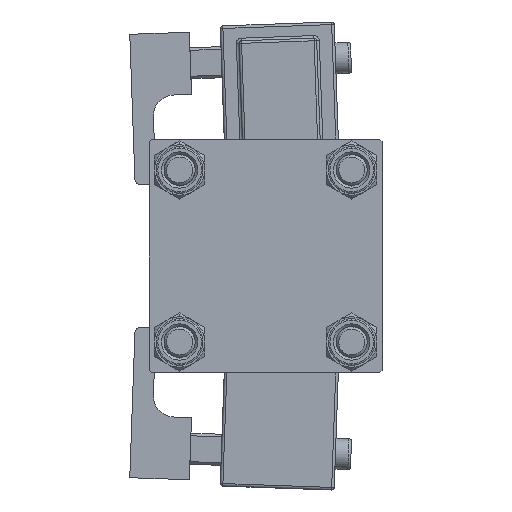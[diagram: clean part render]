
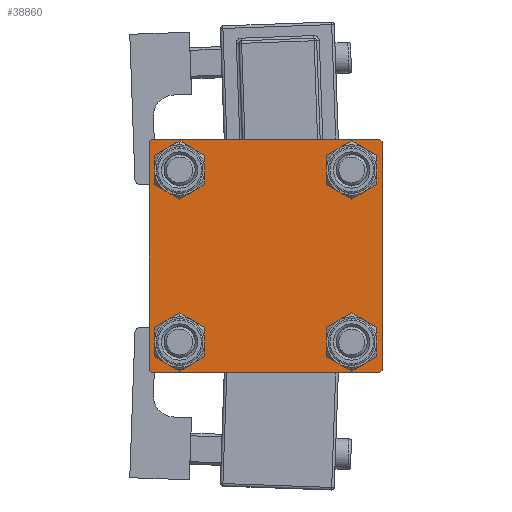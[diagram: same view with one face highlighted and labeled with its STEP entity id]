
A CAD part, left-side view. The second image highlights one B-rep face of the part: STEP entity #38860.
In plain terms, the highlighted planar face has unit normal (-1, 0, 0).
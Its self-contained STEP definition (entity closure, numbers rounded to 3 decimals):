
#258 = LINE ( 'NONE', #43697, #36033 ) ;
#531 = DIRECTION ( 'NONE',  ( 1., 0., 0. ) ) ;
#779 = VECTOR ( 'NONE', #48271, 1000. ) ;
#794 = EDGE_LOOP ( 'NONE', ( #20692, #40591 ) ) ;
#806 = CARTESIAN_POINT ( 'NONE',  ( 0., 16.6, 16.6 ) ) ;
#962 = EDGE_CURVE ( 'NONE', #49031, #36049, #25099, .T. ) ;
#1195 = FACE_BOUND ( 'NONE', #27756, .T. ) ;
#1848 = EDGE_CURVE ( 'NONE', #33128, #17360, #10786, .T. ) ;
#2022 = ORIENTED_EDGE ( 'NONE', *, *, #6395, .T. ) ;
#2097 = LINE ( 'NONE', #27321, #2903 ) ;
#2278 = AXIS2_PLACEMENT_3D ( 'NONE', #47280, #22053, #43084 ) ;
#2903 = VECTOR ( 'NONE', #18663, 1000. ) ;
#3140 = ORIENTED_EDGE ( 'NONE', *, *, #25611, .T. ) ;
#3173 = DIRECTION ( 'NONE',  ( 0., 0.707, 0.707 ) ) ;
#3922 = CARTESIAN_POINT ( 'NONE',  ( 0., -22., -22.5 ) ) ;
#4471 = VERTEX_POINT ( 'NONE', #38778 ) ;
#4505 = CIRCLE ( 'NONE', #18847, 3.5 ) ;
#4542 = ORIENTED_EDGE ( 'NONE', *, *, #37977, .T. ) ;
#4853 = DIRECTION ( 'NONE',  ( 0., 0., 1. ) ) ;
#5411 = AXIS2_PLACEMENT_3D ( 'NONE', #39499, #19310, #36137 ) ;
#5426 = CARTESIAN_POINT ( 'NONE',  ( 0., 16.6, 20.1 ) ) ;
#5899 = CARTESIAN_POINT ( 'NONE',  ( 0., -22.5, 22. ) ) ;
#6221 = CARTESIAN_POINT ( 'NONE',  ( 0., -22.5, -22. ) ) ;
#6243 = ORIENTED_EDGE ( 'NONE', *, *, #15725, .T. ) ;
#6395 = EDGE_CURVE ( 'NONE', #4471, #15627, #258, .T. ) ;
#6407 = AXIS2_PLACEMENT_3D ( 'NONE', #20481, #37564, #54370 ) ;
#6500 = ORIENTED_EDGE ( 'NONE', *, *, #962, .T. ) ;
#7048 = CIRCLE ( 'NONE', #44662, 3.5 ) ;
#7623 = CARTESIAN_POINT ( 'NONE',  ( 0., 22.25, -22.25 ) ) ;
#10204 = CARTESIAN_POINT ( 'NONE',  ( 0., -16.6, -16.6 ) ) ;
#10786 = CIRCLE ( 'NONE', #46589, 3.5 ) ;
#11567 = LINE ( 'NONE', #40430, #19798 ) ;
#12010 = DIRECTION ( 'NONE',  ( 0., 0., 1. ) ) ;
#12725 = ORIENTED_EDGE ( 'NONE', *, *, #24681, .T. ) ;
#12835 = CARTESIAN_POINT ( 'NONE',  ( 0., 22.5, -22. ) ) ;
#13351 = CARTESIAN_POINT ( 'NONE',  ( 0., -22., 22.5 ) ) ;
#14121 = DIRECTION ( 'NONE',  ( 1., 0., 0. ) ) ;
#14877 = EDGE_CURVE ( 'NONE', #44363, #38021, #15743, .T. ) ;
#15126 = VECTOR ( 'NONE', #3173, 1000. ) ;
#15317 = VERTEX_POINT ( 'NONE', #40940 ) ;
#15627 = VERTEX_POINT ( 'NONE', #12835 ) ;
#15725 = EDGE_CURVE ( 'NONE', #36049, #49031, #39052, .T. ) ;
#15743 = CIRCLE ( 'NONE', #2278, 3.5 ) ;
#16671 = AXIS2_PLACEMENT_3D ( 'NONE', #25976, #43095, #12010 ) ;
#16897 = DIRECTION ( 'NONE',  ( 0., -1., 0. ) ) ;
#17360 = VERTEX_POINT ( 'NONE', #33109 ) ;
#17367 = EDGE_CURVE ( 'NONE', #15627, #26293, #37050, .T. ) ;
#17395 = CARTESIAN_POINT ( 'NONE',  ( 0., 16.6, -16.6 ) ) ;
#17421 = CARTESIAN_POINT ( 'NONE',  ( 0., 16.6, 13.1 ) ) ;
#17507 = DIRECTION ( 'NONE',  ( 0., 0., 1. ) ) ;
#17749 = FACE_BOUND ( 'NONE', #794, .T. ) ;
#18663 = DIRECTION ( 'NONE',  ( 0., -0.707, 0.707 ) ) ;
#18679 = CARTESIAN_POINT ( 'NONE',  ( 0., -16.6, 20.1 ) ) ;
#18847 = AXIS2_PLACEMENT_3D ( 'NONE', #806, #531, #34722 ) ;
#18852 = FACE_BOUND ( 'NONE', #33676, .T. ) ;
#19310 = DIRECTION ( 'NONE',  ( 1., 0., 0. ) ) ;
#19798 = VECTOR ( 'NONE', #32302, 1000. ) ;
#20481 = CARTESIAN_POINT ( 'NONE',  ( 0., 16.6, -16.6 ) ) ;
#20692 = ORIENTED_EDGE ( 'NONE', *, *, #1848, .T. ) ;
#22053 = DIRECTION ( 'NONE',  ( 1., 0., 0. ) ) ;
#22121 = VECTOR ( 'NONE', #53852, 1000. ) ;
#22535 = CARTESIAN_POINT ( 'NONE',  ( 0., 22.5, -22.5 ) ) ;
#22802 = DIRECTION ( 'NONE',  ( 0., 0., 1. ) ) ;
#23795 = ORIENTED_EDGE ( 'NONE', *, *, #50371, .T. ) ;
#24477 = CARTESIAN_POINT ( 'NONE',  ( 0., -16.6, -20.1 ) ) ;
#24681 = EDGE_CURVE ( 'NONE', #25598, #44070, #7048, .T. ) ;
#25099 = CIRCLE ( 'NONE', #5411, 3.5 ) ;
#25598 = VERTEX_POINT ( 'NONE', #24477 ) ;
#25611 = EDGE_CURVE ( 'NONE', #29755, #45991, #45509, .T. ) ;
#25742 = AXIS2_PLACEMENT_3D ( 'NONE', #10204, #14121, #22802 ) ;
#25976 = CARTESIAN_POINT ( 'NONE',  ( 0., -16.6, 16.6 ) ) ;
#26293 = VERTEX_POINT ( 'NONE', #39649 ) ;
#26853 = DIRECTION ( 'NONE',  ( 0., 0., -1. ) ) ;
#26952 = CIRCLE ( 'NONE', #6407, 3.5 ) ;
#27321 = CARTESIAN_POINT ( 'NONE',  ( 0., -22.25, -22.25 ) ) ;
#27505 = CARTESIAN_POINT ( 'NONE',  ( 0., 22.25, 22.25 ) ) ;
#27756 = EDGE_LOOP ( 'NONE', ( #36340, #46633 ) ) ;
#29213 = LINE ( 'NONE', #51342, #51636 ) ;
#29755 = VERTEX_POINT ( 'NONE', #5899 ) ;
#30537 = DIRECTION ( 'NONE',  ( 1., 0., 0. ) ) ;
#30817 = DIRECTION ( 'NONE',  ( 0., 0., 1. ) ) ;
#31048 = EDGE_CURVE ( 'NONE', #17360, #33128, #26952, .T. ) ;
#31179 = FACE_BOUND ( 'NONE', #52080, .T. ) ;
#31266 = EDGE_CURVE ( 'NONE', #38021, #44363, #4505, .T. ) ;
#31460 = FACE_OUTER_BOUND ( 'NONE', #45548, .T. ) ;
#31765 = LINE ( 'NONE', #22535, #50851 ) ;
#32302 = DIRECTION ( 'NONE',  ( 0., 0., -1. ) ) ;
#32834 = VERTEX_POINT ( 'NONE', #6221 ) ;
#33109 = CARTESIAN_POINT ( 'NONE',  ( 0., 16.6, -20.1 ) ) ;
#33128 = VERTEX_POINT ( 'NONE', #54580 ) ;
#33676 = EDGE_LOOP ( 'NONE', ( #6500, #6243 ) ) ;
#34080 = ORIENTED_EDGE ( 'NONE', *, *, #42537, .T. ) ;
#34426 = ORIENTED_EDGE ( 'NONE', *, *, #17367, .T. ) ;
#34722 = DIRECTION ( 'NONE',  ( 0., 0., 1. ) ) ;
#35948 = CARTESIAN_POINT ( 'NONE',  ( 0., 0., 0. ) ) ;
#36033 = VECTOR ( 'NONE', #26853, 1000. ) ;
#36049 = VERTEX_POINT ( 'NONE', #50011 ) ;
#36137 = DIRECTION ( 'NONE',  ( 0., 0., 1. ) ) ;
#36340 = ORIENTED_EDGE ( 'NONE', *, *, #31266, .T. ) ;
#36637 = ORIENTED_EDGE ( 'NONE', *, *, #38214, .F. ) ;
#37050 = LINE ( 'NONE', #7623, #22121 ) ;
#37114 = EDGE_CURVE ( 'NONE', #44070, #25598, #44570, .T. ) ;
#37564 = DIRECTION ( 'NONE',  ( 1., 0., 0. ) ) ;
#37977 = EDGE_CURVE ( 'NONE', #26293, #38482, #31765, .T. ) ;
#38021 = VERTEX_POINT ( 'NONE', #5426 ) ;
#38214 = EDGE_CURVE ( 'NONE', #15317, #45991, #29213, .T. ) ;
#38482 = VERTEX_POINT ( 'NONE', #3922 ) ;
#38778 = CARTESIAN_POINT ( 'NONE',  ( 0., 22.5, 22. ) ) ;
#38860 = ADVANCED_FACE ( 'NONE', ( #18852, #31179, #17749, #1195, #31460 ), #43255, .T. ) ;
#39052 = CIRCLE ( 'NONE', #16671, 3.5 ) ;
#39499 = CARTESIAN_POINT ( 'NONE',  ( 0., -16.6, 16.6 ) ) ;
#39649 = CARTESIAN_POINT ( 'NONE',  ( 0., 22., -22.5 ) ) ;
#40430 = CARTESIAN_POINT ( 'NONE',  ( 0., -22.5, 22.5 ) ) ;
#40591 = ORIENTED_EDGE ( 'NONE', *, *, #31048, .T. ) ;
#40940 = CARTESIAN_POINT ( 'NONE',  ( 0., 22., 22.5 ) ) ;
#41951 = ORIENTED_EDGE ( 'NONE', *, *, #37114, .T. ) ;
#42537 = EDGE_CURVE ( 'NONE', #15317, #4471, #52747, .T. ) ;
#43084 = DIRECTION ( 'NONE',  ( 0., 0., 1. ) ) ;
#43095 = DIRECTION ( 'NONE',  ( 1., 0., 0. ) ) ;
#43255 = PLANE ( 'NONE',  #55324 ) ;
#43525 = DIRECTION ( 'NONE',  ( -1., 0., 0. ) ) ;
#43697 = CARTESIAN_POINT ( 'NONE',  ( 0., 22.5, 22.5 ) ) ;
#44070 = VERTEX_POINT ( 'NONE', #54612 ) ;
#44363 = VERTEX_POINT ( 'NONE', #17421 ) ;
#44570 = CIRCLE ( 'NONE', #25742, 3.5 ) ;
#44662 = AXIS2_PLACEMENT_3D ( 'NONE', #48590, #52511, #17507 ) ;
#44676 = CARTESIAN_POINT ( 'NONE',  ( 0., -22.25, 22.25 ) ) ;
#45509 = LINE ( 'NONE', #44676, #15126 ) ;
#45548 = EDGE_LOOP ( 'NONE', ( #2022, #34426, #4542, #23795, #51252, #3140, #36637, #34080 ) ) ;
#45991 = VERTEX_POINT ( 'NONE', #13351 ) ;
#46589 = AXIS2_PLACEMENT_3D ( 'NONE', #17395, #30537, #30817 ) ;
#46633 = ORIENTED_EDGE ( 'NONE', *, *, #14877, .T. ) ;
#47159 = EDGE_CURVE ( 'NONE', #29755, #32834, #11567, .T. ) ;
#47280 = CARTESIAN_POINT ( 'NONE',  ( 0., 16.6, 16.6 ) ) ;
#48271 = DIRECTION ( 'NONE',  ( 0., 0.707, -0.707 ) ) ;
#48590 = CARTESIAN_POINT ( 'NONE',  ( 0., -16.6, -16.6 ) ) ;
#49031 = VERTEX_POINT ( 'NONE', #18679 ) ;
#50011 = CARTESIAN_POINT ( 'NONE',  ( 0., -16.6, 13.1 ) ) ;
#50371 = EDGE_CURVE ( 'NONE', #38482, #32834, #2097, .T. ) ;
#50851 = VECTOR ( 'NONE', #52785, 1000. ) ;
#51252 = ORIENTED_EDGE ( 'NONE', *, *, #47159, .F. ) ;
#51342 = CARTESIAN_POINT ( 'NONE',  ( 0., 22.5, 22.5 ) ) ;
#51636 = VECTOR ( 'NONE', #16897, 1000. ) ;
#52080 = EDGE_LOOP ( 'NONE', ( #41951, #12725 ) ) ;
#52511 = DIRECTION ( 'NONE',  ( 1., 0., 0. ) ) ;
#52747 = LINE ( 'NONE', #27505, #779 ) ;
#52785 = DIRECTION ( 'NONE',  ( 0., -1., 0. ) ) ;
#53852 = DIRECTION ( 'NONE',  ( 0., -0.707, -0.707 ) ) ;
#54370 = DIRECTION ( 'NONE',  ( 0., 0., 1. ) ) ;
#54580 = CARTESIAN_POINT ( 'NONE',  ( 0., 16.6, -13.1 ) ) ;
#54612 = CARTESIAN_POINT ( 'NONE',  ( 0., -16.6, -13.1 ) ) ;
#55324 = AXIS2_PLACEMENT_3D ( 'NONE', #35948, #43525, #4853 ) ;
